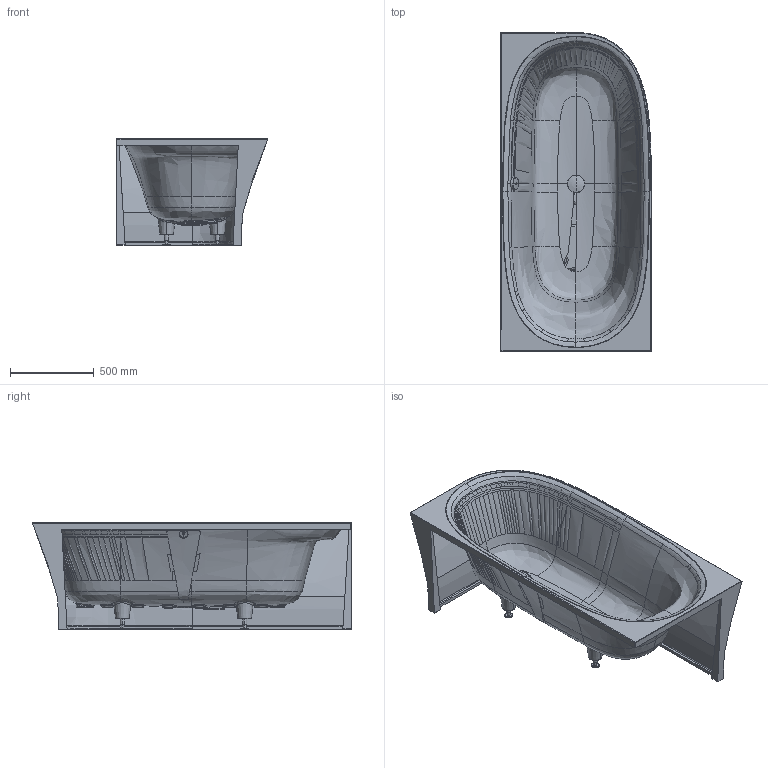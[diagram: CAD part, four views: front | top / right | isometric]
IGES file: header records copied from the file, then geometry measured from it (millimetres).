
Global section: file name: No Iges File Name specified; native system: Autodesk Inventor 2011; preprocessor: AutoDesk Inventor Iges Exporter R2011; author: Administrator; date: 20150520.215731; units: millimetre
Bounding box: 900.5 x 1900.48 x 633.49 mm (x, y, z)
Volume: 62596143.6 mm3; surface area: 9382662 mm2
Topology: 7 solids, 7 shells, 1452 faces, 3779 edges, 2310 vertices
Faces by surface type: bspline 1054, plane 195, revolution 97, cylinder 55, torus 30, cone 20, sphere 1
